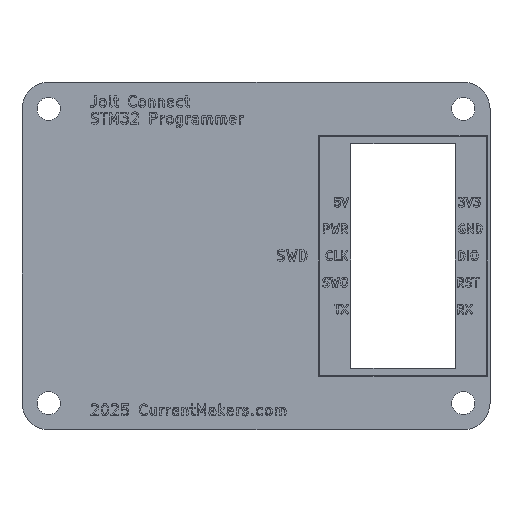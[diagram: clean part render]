
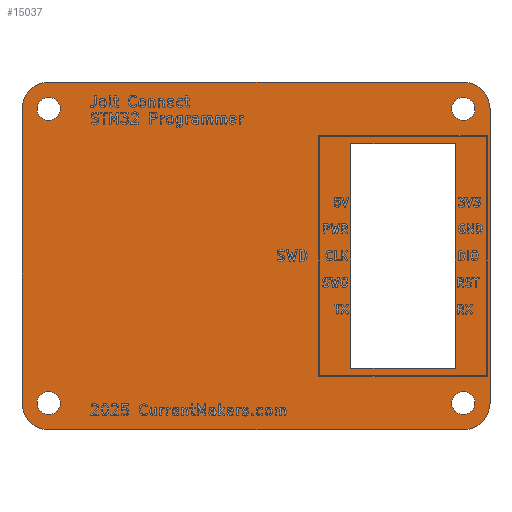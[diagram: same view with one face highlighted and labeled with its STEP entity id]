
A CAD part, top view. The second image highlights one B-rep face of the part: STEP entity #15037.
In plain terms, the highlighted planar face has unit normal (0, 0, 1).
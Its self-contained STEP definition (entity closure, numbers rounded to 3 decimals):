
#14810 = VERTEX_POINT('',#14811);
#14811 = CARTESIAN_POINT('',(143.51,-72.39,1.11));
#14817 = EDGE_CURVE('',#14810,#14818,#14820,.T.);
#14818 = VERTEX_POINT('',#14819);
#14819 = CARTESIAN_POINT('',(146.05,-74.93,1.11));
#14820 = CIRCLE('',#14821,2.54);
#14821 = AXIS2_PLACEMENT_3D('',#14822,#14823,#14824);
#14822 = CARTESIAN_POINT('',(143.51,-74.93,1.11));
#14823 = DIRECTION('',(0.,0.,-1.));
#14824 = DIRECTION('',(0.,1.,0.));
#14852 = VERTEX_POINT('',#14853);
#14853 = CARTESIAN_POINT('',(104.14,-72.39,1.11));
#14859 = EDGE_CURVE('',#14852,#14810,#14860,.T.);
#14860 = LINE('',#14861,#14862);
#14861 = CARTESIAN_POINT('',(104.14,-72.39,1.11));
#14862 = VECTOR('',#14863,1.);
#14863 = DIRECTION('',(1.,0.,0.));
#14881 = EDGE_CURVE('',#14818,#14882,#14884,.T.);
#14882 = VERTEX_POINT('',#14883);
#14883 = CARTESIAN_POINT('',(146.05,-102.87,1.11));
#14884 = LINE('',#14885,#14886);
#14885 = CARTESIAN_POINT('',(146.05,-74.93,1.11));
#14886 = VECTOR('',#14887,1.);
#14887 = DIRECTION('',(0.,-1.,0.));
#15037 = ADVANCED_FACE('',(#15038,#15084,#15095,#15106,#15117,#15151),
  #15162,.T.);
#15038 = FACE_BOUND('',#15039,.T.);
#15039 = EDGE_LOOP('',(#15040,#15041,#15042,#15051,#15059,#15068,#15076,
    #15083));
#15040 = ORIENTED_EDGE('',*,*,#14817,.F.);
#15041 = ORIENTED_EDGE('',*,*,#14859,.F.);
#15042 = ORIENTED_EDGE('',*,*,#15043,.F.);
#15043 = EDGE_CURVE('',#15044,#14852,#15046,.T.);
#15044 = VERTEX_POINT('',#15045);
#15045 = CARTESIAN_POINT('',(101.6,-74.93,1.11));
#15046 = CIRCLE('',#15047,2.54);
#15047 = AXIS2_PLACEMENT_3D('',#15048,#15049,#15050);
#15048 = CARTESIAN_POINT('',(104.14,-74.93,1.11));
#15049 = DIRECTION('',(0.,0.,-1.));
#15050 = DIRECTION('',(-1.,0.,0.));
#15051 = ORIENTED_EDGE('',*,*,#15052,.F.);
#15052 = EDGE_CURVE('',#15053,#15044,#15055,.T.);
#15053 = VERTEX_POINT('',#15054);
#15054 = CARTESIAN_POINT('',(101.6,-102.87,1.11));
#15055 = LINE('',#15056,#15057);
#15056 = CARTESIAN_POINT('',(101.6,-102.87,1.11));
#15057 = VECTOR('',#15058,1.);
#15058 = DIRECTION('',(0.,1.,0.));
#15059 = ORIENTED_EDGE('',*,*,#15060,.F.);
#15060 = EDGE_CURVE('',#15061,#15053,#15063,.T.);
#15061 = VERTEX_POINT('',#15062);
#15062 = CARTESIAN_POINT('',(104.14,-105.41,1.11));
#15063 = CIRCLE('',#15064,2.54);
#15064 = AXIS2_PLACEMENT_3D('',#15065,#15066,#15067);
#15065 = CARTESIAN_POINT('',(104.14,-102.87,1.11));
#15066 = DIRECTION('',(0.,0.,-1.));
#15067 = DIRECTION('',(0.,-1.,-0.));
#15068 = ORIENTED_EDGE('',*,*,#15069,.F.);
#15069 = EDGE_CURVE('',#15070,#15061,#15072,.T.);
#15070 = VERTEX_POINT('',#15071);
#15071 = CARTESIAN_POINT('',(143.51,-105.41,1.11));
#15072 = LINE('',#15073,#15074);
#15073 = CARTESIAN_POINT('',(143.51,-105.41,1.11));
#15074 = VECTOR('',#15075,1.);
#15075 = DIRECTION('',(-1.,0.,0.));
#15076 = ORIENTED_EDGE('',*,*,#15077,.F.);
#15077 = EDGE_CURVE('',#14882,#15070,#15078,.T.);
#15078 = CIRCLE('',#15079,2.54);
#15079 = AXIS2_PLACEMENT_3D('',#15080,#15081,#15082);
#15080 = CARTESIAN_POINT('',(143.51,-102.87,1.11));
#15081 = DIRECTION('',(0.,0.,-1.));
#15082 = DIRECTION('',(1.,0.,0.));
#15083 = ORIENTED_EDGE('',*,*,#14881,.F.);
#15084 = FACE_BOUND('',#15085,.T.);
#15085 = EDGE_LOOP('',(#15086));
#15086 = ORIENTED_EDGE('',*,*,#15087,.T.);
#15087 = EDGE_CURVE('',#15088,#15088,#15090,.T.);
#15088 = VERTEX_POINT('',#15089);
#15089 = CARTESIAN_POINT('',(104.14,-103.97,1.11));
#15090 = CIRCLE('',#15091,1.1);
#15091 = AXIS2_PLACEMENT_3D('',#15092,#15093,#15094);
#15092 = CARTESIAN_POINT('',(104.14,-102.87,1.11));
#15093 = DIRECTION('',(-0.,0.,-1.));
#15094 = DIRECTION('',(-0.,-1.,0.));
#15095 = FACE_BOUND('',#15096,.T.);
#15096 = EDGE_LOOP('',(#15097));
#15097 = ORIENTED_EDGE('',*,*,#15098,.T.);
#15098 = EDGE_CURVE('',#15099,#15099,#15101,.T.);
#15099 = VERTEX_POINT('',#15100);
#15100 = CARTESIAN_POINT('',(143.51,-103.97,1.11));
#15101 = CIRCLE('',#15102,1.1);
#15102 = AXIS2_PLACEMENT_3D('',#15103,#15104,#15105);
#15103 = CARTESIAN_POINT('',(143.51,-102.87,1.11));
#15104 = DIRECTION('',(-0.,0.,-1.));
#15105 = DIRECTION('',(0.,-1.,0.));
#15106 = FACE_BOUND('',#15107,.T.);
#15107 = EDGE_LOOP('',(#15108));
#15108 = ORIENTED_EDGE('',*,*,#15109,.T.);
#15109 = EDGE_CURVE('',#15110,#15110,#15112,.T.);
#15110 = VERTEX_POINT('',#15111);
#15111 = CARTESIAN_POINT('',(104.14,-76.03,1.11));
#15112 = CIRCLE('',#15113,1.1);
#15113 = AXIS2_PLACEMENT_3D('',#15114,#15115,#15116);
#15114 = CARTESIAN_POINT('',(104.14,-74.93,1.11));
#15115 = DIRECTION('',(-0.,0.,-1.));
#15116 = DIRECTION('',(-0.,-1.,0.));
#15117 = FACE_BOUND('',#15118,.T.);
#15118 = EDGE_LOOP('',(#15119,#15129,#15137,#15145));
#15119 = ORIENTED_EDGE('',*,*,#15120,.F.);
#15120 = EDGE_CURVE('',#15121,#15123,#15125,.T.);
#15121 = VERTEX_POINT('',#15122);
#15122 = CARTESIAN_POINT('',(132.842,-99.568,1.11));
#15123 = VERTEX_POINT('',#15124);
#15124 = CARTESIAN_POINT('',(142.748,-99.568,1.11));
#15125 = LINE('',#15126,#15127);
#15126 = CARTESIAN_POINT('',(132.842,-99.568,1.11));
#15127 = VECTOR('',#15128,1.);
#15128 = DIRECTION('',(1.,0.,0.));
#15129 = ORIENTED_EDGE('',*,*,#15130,.F.);
#15130 = EDGE_CURVE('',#15131,#15121,#15133,.T.);
#15131 = VERTEX_POINT('',#15132);
#15132 = CARTESIAN_POINT('',(132.842,-78.232,1.11));
#15133 = LINE('',#15134,#15135);
#15134 = CARTESIAN_POINT('',(132.842,-78.232,1.11));
#15135 = VECTOR('',#15136,1.);
#15136 = DIRECTION('',(0.,-1.,0.));
#15137 = ORIENTED_EDGE('',*,*,#15138,.F.);
#15138 = EDGE_CURVE('',#15139,#15131,#15141,.T.);
#15139 = VERTEX_POINT('',#15140);
#15140 = CARTESIAN_POINT('',(142.748,-78.232,1.11));
#15141 = LINE('',#15142,#15143);
#15142 = CARTESIAN_POINT('',(142.748,-78.232,1.11));
#15143 = VECTOR('',#15144,1.);
#15144 = DIRECTION('',(-1.,0.,0.));
#15145 = ORIENTED_EDGE('',*,*,#15146,.F.);
#15146 = EDGE_CURVE('',#15123,#15139,#15147,.T.);
#15147 = LINE('',#15148,#15149);
#15148 = CARTESIAN_POINT('',(142.748,-99.568,1.11));
#15149 = VECTOR('',#15150,1.);
#15150 = DIRECTION('',(0.,1.,0.));
#15151 = FACE_BOUND('',#15152,.T.);
#15152 = EDGE_LOOP('',(#15153));
#15153 = ORIENTED_EDGE('',*,*,#15154,.T.);
#15154 = EDGE_CURVE('',#15155,#15155,#15157,.T.);
#15155 = VERTEX_POINT('',#15156);
#15156 = CARTESIAN_POINT('',(143.51,-76.03,1.11));
#15157 = CIRCLE('',#15158,1.1);
#15158 = AXIS2_PLACEMENT_3D('',#15159,#15160,#15161);
#15159 = CARTESIAN_POINT('',(143.51,-74.93,1.11));
#15160 = DIRECTION('',(-0.,0.,-1.));
#15161 = DIRECTION('',(0.,-1.,0.));
#15162 = PLANE('',#15163);
#15163 = AXIS2_PLACEMENT_3D('',#15164,#15165,#15166);
#15164 = CARTESIAN_POINT('',(0.,0.,1.11));
#15165 = DIRECTION('',(0.,0.,1.));
#15166 = DIRECTION('',(1.,0.,-0.));
